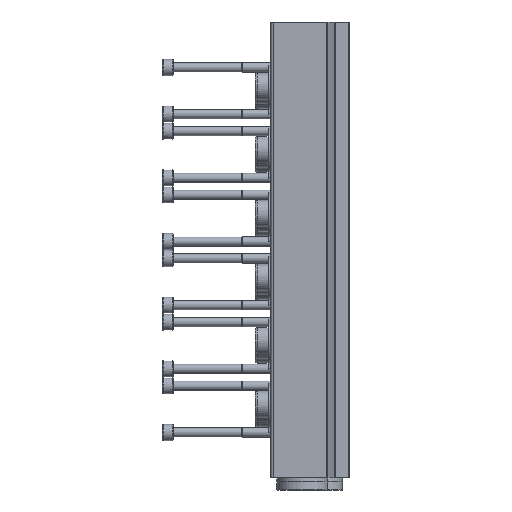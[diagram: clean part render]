
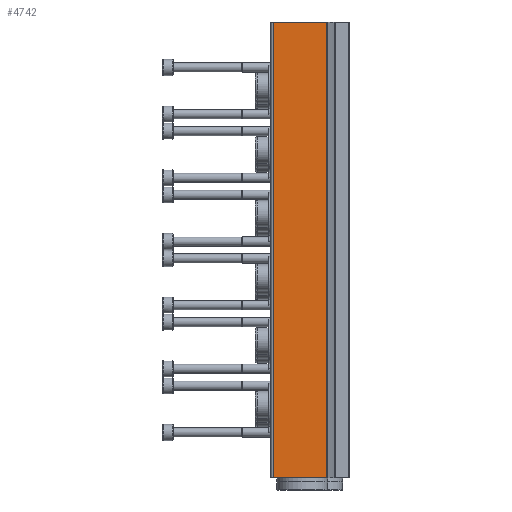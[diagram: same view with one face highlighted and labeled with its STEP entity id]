
A CAD part, left-side view. The second image highlights one B-rep face of the part: STEP entity #4742.
In plain terms, the highlighted planar face has unit normal (-1, 0, 0).
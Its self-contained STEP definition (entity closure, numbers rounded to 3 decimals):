
#198=PLANE('',#5114);
#690=ORIENTED_EDGE('',*,*,#1924,.F.);
#691=ORIENTED_EDGE('',*,*,#1923,.F.);
#692=ORIENTED_EDGE('',*,*,#1925,.T.);
#693=ORIENTED_EDGE('',*,*,#1926,.T.);
#1923=EDGE_CURVE('',#2540,#2538,#2990,.T.);
#1924=EDGE_CURVE('',#2538,#2541,#2991,.T.);
#1925=EDGE_CURVE('',#2540,#2542,#2992,.T.);
#1926=EDGE_CURVE('',#2542,#2541,#2993,.T.);
#2538=VERTEX_POINT('',#7681);
#2540=VERTEX_POINT('',#7685);
#2541=VERTEX_POINT('',#7689);
#2542=VERTEX_POINT('',#7691);
#2990=LINE('',#7686,#3286);
#2991=LINE('',#7688,#3287);
#2992=LINE('',#7690,#3288);
#2993=LINE('',#7692,#3289);
#3286=VECTOR('',#5767,1000.);
#3287=VECTOR('',#5770,1000.);
#3288=VECTOR('',#5771,1000.);
#3289=VECTOR('',#5772,1000.);
#3594=EDGE_LOOP('',(#690,#691,#692,#693));
#4115=FACE_BOUND('',#3594,.T.);
#4742=ADVANCED_FACE('',(#4115),#198,.T.);
#5114=AXIS2_PLACEMENT_3D('',#7687,#5768,#5769);
#5767=DIRECTION('',(0.,0.,1.));
#5768=DIRECTION('',(-1.,0.,0.));
#5769=DIRECTION('',(0.,0.,1.));
#5770=DIRECTION('',(0.,-1.,0.));
#5771=DIRECTION('',(0.,-1.,0.));
#5772=DIRECTION('',(0.,0.,1.));
#7681=CARTESIAN_POINT('',(-40.25,33.,0.));
#7685=CARTESIAN_POINT('',(-40.25,33.,-197.));
#7686=CARTESIAN_POINT('',(-40.25,33.,-197.));
#7687=CARTESIAN_POINT('',(-40.25,33.,-197.));
#7688=CARTESIAN_POINT('',(-40.25,33.,0.));
#7689=CARTESIAN_POINT('',(-40.25,9.853,0.));
#7690=CARTESIAN_POINT('',(-40.25,33.,-197.));
#7691=CARTESIAN_POINT('',(-40.25,9.853,-197.));
#7692=CARTESIAN_POINT('',(-40.25,9.853,-197.));
